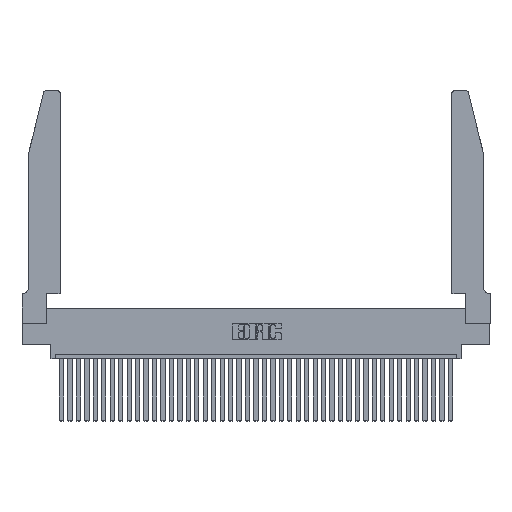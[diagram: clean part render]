
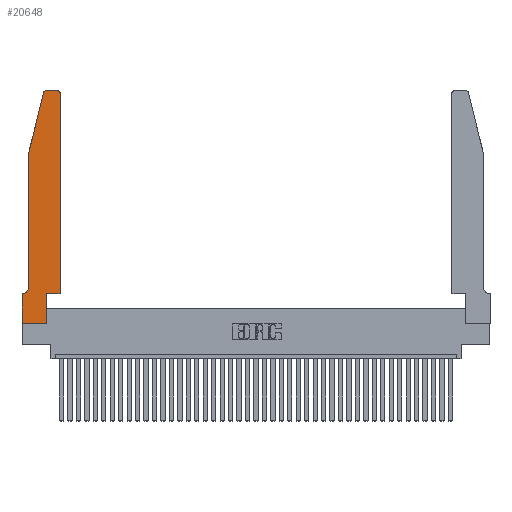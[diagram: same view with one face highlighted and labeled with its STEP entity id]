
A CAD part, top view. The second image highlights one B-rep face of the part: STEP entity #20648.
In plain terms, the highlighted planar face has unit normal (0, 0, 1).
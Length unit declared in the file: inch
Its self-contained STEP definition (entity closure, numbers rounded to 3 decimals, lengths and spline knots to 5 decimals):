
#27 = ORIENTED_EDGE ( 'NONE', *, *, #14735, .T. ) ;
#281 = CARTESIAN_POINT ( 'NONE',  ( 0.4505, 2.72, 0.37 ) ) ;
#484 = DIRECTION ( 'NONE',  ( 1., 0., 0. ) ) ;
#832 = VERTEX_POINT ( 'NONE', #11015 ) ;
#852 = AXIS2_PLACEMENT_3D ( 'NONE', #32678, #35984, #29511 ) ;
#1477 = ORIENTED_EDGE ( 'NONE', *, *, #15945, .T. ) ;
#1821 = CARTESIAN_POINT ( 'NONE',  ( 0.0755, 2., 0.37 ) ) ;
#2010 = DIRECTION ( 'NONE',  ( 1., 0., 0. ) ) ;
#2314 = CARTESIAN_POINT ( 'NONE',  ( 0.2865, 0.35, 0.37 ) ) ;
#2539 = LINE ( 'NONE', #21343, #21564 ) ;
#3090 = DIRECTION ( 'NONE',  ( -1., 0., 0. ) ) ;
#3125 = CARTESIAN_POINT ( 'NONE',  ( 0.4505, 0.35, 0.37 ) ) ;
#3963 = EDGE_CURVE ( 'NONE', #5612, #15394, #29710, .T. ) ;
#4896 = VECTOR ( 'NONE', #15396, 39.37008 ) ;
#5612 = VERTEX_POINT ( 'NONE', #15329 ) ;
#6245 = CARTESIAN_POINT ( 'NONE',  ( 0.2865, 0., 0.37 ) ) ;
#6390 = CARTESIAN_POINT ( 'NONE',  ( 0.0055, 0.42, 0.37 ) ) ;
#6726 = CARTESIAN_POINT ( 'NONE',  ( 0.4205, 2.72, 0.37 ) ) ;
#6755 = VERTEX_POINT ( 'NONE', #25092 ) ;
#6873 = DIRECTION ( 'NONE',  ( -1., 0., 0. ) ) ;
#7106 = VECTOR ( 'NONE', #39166, 39.37008 ) ;
#7637 = AXIS2_PLACEMENT_3D ( 'NONE', #6726, #9515, #484 ) ;
#8721 = VECTOR ( 'NONE', #11673, 39.37008 ) ;
#8836 = CARTESIAN_POINT ( 'NONE',  ( 0.0755, 2., 0.37 ) ) ;
#9052 = LINE ( 'NONE', #2314, #7106 ) ;
#9074 = ORIENTED_EDGE ( 'NONE', *, *, #16240, .T. ) ;
#9452 = VERTEX_POINT ( 'NONE', #15638 ) ;
#9515 = DIRECTION ( 'NONE',  ( 0., 0., 1. ) ) ;
#9585 = ORIENTED_EDGE ( 'NONE', *, *, #3963, .T. ) ;
#9664 = LINE ( 'NONE', #33105, #11107 ) ;
#10635 = ORIENTED_EDGE ( 'NONE', *, *, #22905, .T. ) ;
#11015 = CARTESIAN_POINT ( 'NONE',  ( 0.25487, 2.72718, 0.37 ) ) ;
#11107 = VECTOR ( 'NONE', #33609, 39.37008 ) ;
#11339 = EDGE_CURVE ( 'NONE', #18478, #9452, #22964, .T. ) ;
#11673 = DIRECTION ( 'NONE',  ( 0., -1., 0. ) ) ;
#11888 = EDGE_CURVE ( 'NONE', #6755, #25252, #24864, .T. ) ;
#13306 = CIRCLE ( 'NONE', #7637, 0.03 ) ;
#13857 = LINE ( 'NONE', #1821, #19941 ) ;
#14043 = ORIENTED_EDGE ( 'NONE', *, *, #11888, .T. ) ;
#14735 = EDGE_CURVE ( 'NONE', #26371, #832, #22341, .T. ) ;
#15247 = DIRECTION ( 'NONE',  ( 0., -1., 0. ) ) ;
#15329 = CARTESIAN_POINT ( 'NONE',  ( 0.2865, 0.35, 0.37 ) ) ;
#15394 = VERTEX_POINT ( 'NONE', #32463 ) ;
#15396 = DIRECTION ( 'NONE',  ( 1., 0., 0. ) ) ;
#15638 = CARTESIAN_POINT ( 'NONE',  ( 0.0755, 0.42, 0.37 ) ) ;
#15641 = VECTOR ( 'NONE', #6873, 39.37008 ) ;
#15945 = EDGE_CURVE ( 'NONE', #16824, #26371, #31314, .T. ) ;
#16240 = EDGE_CURVE ( 'NONE', #15394, #38744, #24632, .T. ) ;
#16521 = EDGE_LOOP ( 'NONE', ( #1477, #27, #21020, #35141, #30613, #31005, #16896, #14043, #31448, #9585, #9074, #10635 ) ) ;
#16824 = VERTEX_POINT ( 'NONE', #18815 ) ;
#16896 = ORIENTED_EDGE ( 'NONE', *, *, #26749, .T. ) ;
#18478 = VERTEX_POINT ( 'NONE', #22271 ) ;
#18815 = CARTESIAN_POINT ( 'NONE',  ( 0.4205, 2.75, 0.37 ) ) ;
#19255 = CARTESIAN_POINT ( 'NONE',  ( 0., 0.35, 0.37 ) ) ;
#19832 = VECTOR ( 'NONE', #32423, 39.37008 ) ;
#19941 = VECTOR ( 'NONE', #35483, 39.37008 ) ;
#20648 = ADVANCED_FACE ( 'NONE', ( #34270 ), #35861, .T. ) ;
#20689 = EDGE_CURVE ( 'NONE', #832, #18478, #13857, .T. ) ;
#21020 = ORIENTED_EDGE ( 'NONE', *, *, #20689, .T. ) ;
#21343 = CARTESIAN_POINT ( 'NONE',  ( 0., 0., 0.37 ) ) ;
#21564 = VECTOR ( 'NONE', #15247, 39.37008 ) ;
#21765 = CARTESIAN_POINT ( 'NONE',  ( 0.2605, 2.75, 0.37 ) ) ;
#22271 = CARTESIAN_POINT ( 'NONE',  ( 0.0755, 2., 0.37 ) ) ;
#22341 = CIRCLE ( 'NONE', #24198, 0.03 ) ;
#22905 = EDGE_CURVE ( 'NONE', #38744, #16824, #13306, .T. ) ;
#22964 = LINE ( 'NONE', #8836, #8721 ) ;
#23574 = DIRECTION ( 'NONE',  ( 0., 0., 1. ) ) ;
#23675 = AXIS2_PLACEMENT_3D ( 'NONE', #6390, #31041, #3090 ) ;
#24198 = AXIS2_PLACEMENT_3D ( 'NONE', #38746, #23574, #26664 ) ;
#24632 = LINE ( 'NONE', #37985, #19832 ) ;
#24864 = LINE ( 'NONE', #38589, #28704 ) ;
#25092 = CARTESIAN_POINT ( 'NONE',  ( 0., 0., 0.37 ) ) ;
#25103 = CARTESIAN_POINT ( 'NONE',  ( 0.284, 2.75, 0.37 ) ) ;
#25252 = VERTEX_POINT ( 'NONE', #6245 ) ;
#26125 = CARTESIAN_POINT ( 'NONE',  ( 0.0055, 0.35, 0.37 ) ) ;
#26371 = VERTEX_POINT ( 'NONE', #25103 ) ;
#26664 = DIRECTION ( 'NONE',  ( 1., 0., 0. ) ) ;
#26749 = EDGE_CURVE ( 'NONE', #35409, #6755, #2539, .T. ) ;
#28178 = VERTEX_POINT ( 'NONE', #26125 ) ;
#28310 = EDGE_CURVE ( 'NONE', #25252, #5612, #9052, .T. ) ;
#28704 = VECTOR ( 'NONE', #2010, 39.37008 ) ;
#29511 = DIRECTION ( 'NONE',  ( 1., 0., 0. ) ) ;
#29710 = LINE ( 'NONE', #3125, #4896 ) ;
#30613 = ORIENTED_EDGE ( 'NONE', *, *, #31684, .T. ) ;
#31005 = ORIENTED_EDGE ( 'NONE', *, *, #35799, .T. ) ;
#31041 = DIRECTION ( 'NONE',  ( 0., 0., -1. ) ) ;
#31314 = LINE ( 'NONE', #21765, #15641 ) ;
#31448 = ORIENTED_EDGE ( 'NONE', *, *, #28310, .T. ) ;
#31684 = EDGE_CURVE ( 'NONE', #9452, #28178, #34667, .T. ) ;
#32423 = DIRECTION ( 'NONE',  ( 0., 1., 0. ) ) ;
#32463 = CARTESIAN_POINT ( 'NONE',  ( 0.4505, 0.35, 0.37 ) ) ;
#32678 = CARTESIAN_POINT ( 'NONE',  ( 0., 0.35, 0.37 ) ) ;
#33105 = CARTESIAN_POINT ( 'NONE',  ( 0.0755, 0.35, 0.37 ) ) ;
#33609 = DIRECTION ( 'NONE',  ( -1., 0., 0. ) ) ;
#34270 = FACE_OUTER_BOUND ( 'NONE', #16521, .T. ) ;
#34667 = CIRCLE ( 'NONE', #23675, 0.07 ) ;
#35141 = ORIENTED_EDGE ( 'NONE', *, *, #11339, .T. ) ;
#35409 = VERTEX_POINT ( 'NONE', #19255 ) ;
#35483 = DIRECTION ( 'NONE',  ( -0.239, -0.971, 0. ) ) ;
#35799 = EDGE_CURVE ( 'NONE', #28178, #35409, #9664, .T. ) ;
#35861 = PLANE ( 'NONE',  #852 ) ;
#35984 = DIRECTION ( 'NONE',  ( 0., 0., 1. ) ) ;
#37985 = CARTESIAN_POINT ( 'NONE',  ( 0.4505, 0.35, 0.37 ) ) ;
#38589 = CARTESIAN_POINT ( 'NONE',  ( 0., 0., 0.37 ) ) ;
#38744 = VERTEX_POINT ( 'NONE', #281 ) ;
#38746 = CARTESIAN_POINT ( 'NONE',  ( 0.284, 2.72, 0.37 ) ) ;
#39166 = DIRECTION ( 'NONE',  ( 0., 1., 0. ) ) ;
